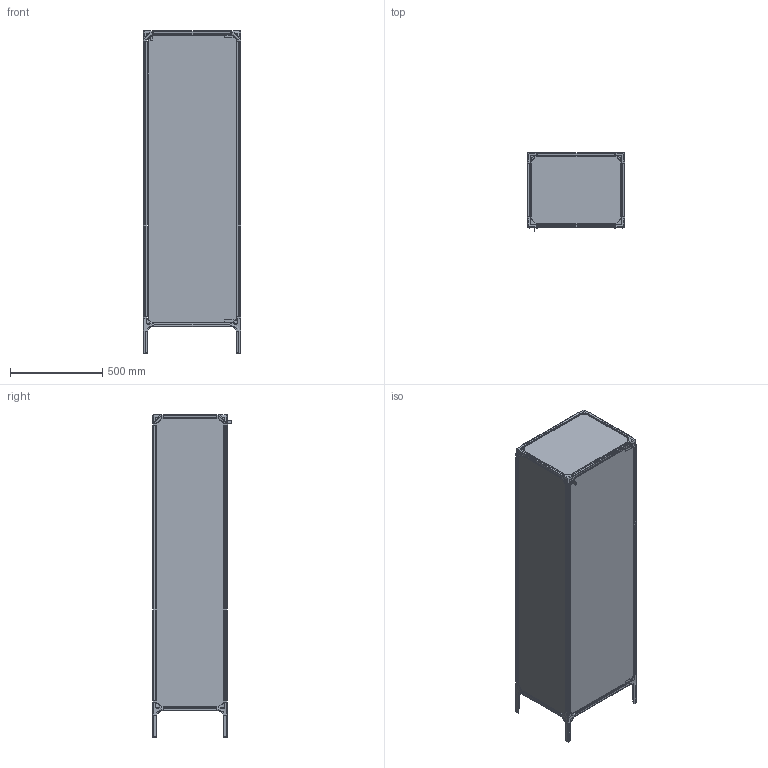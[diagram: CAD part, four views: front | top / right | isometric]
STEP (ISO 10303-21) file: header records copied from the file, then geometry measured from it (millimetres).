
FILE_DESCRIPTION(/* description */ (''),/* implementation_level */ '2;1');
FILE_NAME(/* name */ 'ECHO-V~2',/* time_stamp */ '2020-10-22T16:41:34+02:00',/* author */ (''),/* organization */ (''),/* preprocessor_version */ 'ST-DEVELOPER v16.5',/* originating_system */ '',/* authorisation */ '');
FILE_SCHEMA (('AUTOMOTIVE_DESIGN'));
Products named in the file (1): Document
Bounding box: 530.08 x 427.4 x 1750.04 mm (x, y, z)
Volume: 24831596.1 mm3; surface area: 8994229.6 mm2
Topology: 28 solids, 37 shells, 1853 faces, 16302 edges, 14447 vertices
Faces by surface type: bspline 1257, plane 596
Entity records: 222554 total; most frequent: CARTESIAN_POINT 119940, COLOUR_RGB 11683, PRESENTATION_STYLE_ASSIGNMENT 11683, STYLED_ITEM 11683, PRESENTATION_LAYER_ASSIGNMENT 11683, CURVE_STYLE 11646, ORIENTED_EDGE 9018, DIRECTION 6424
